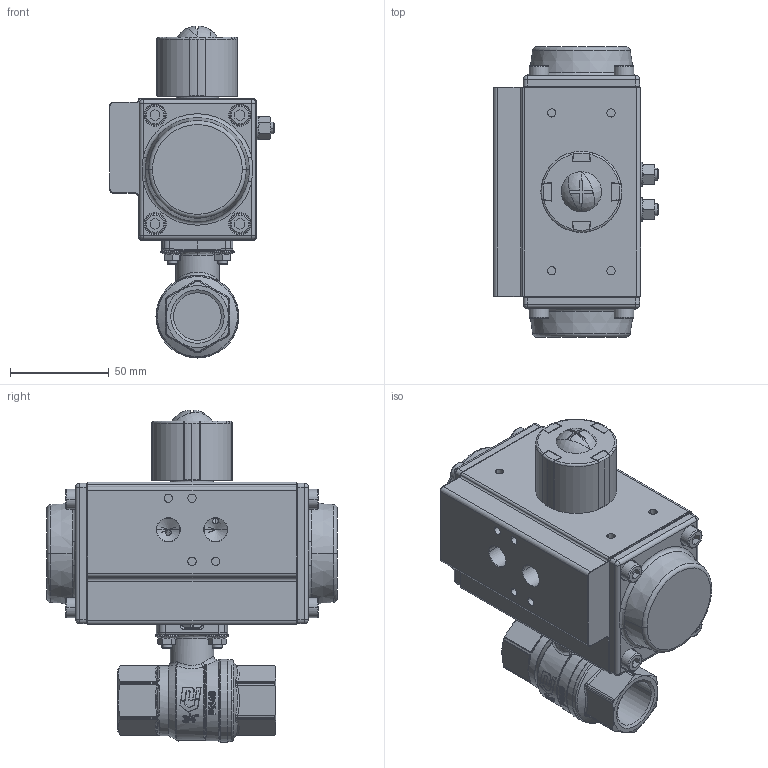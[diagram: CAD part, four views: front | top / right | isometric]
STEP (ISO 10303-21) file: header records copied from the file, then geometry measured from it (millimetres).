
FILE_DESCRIPTION(('HOOPS Exchange Step'),'2;1');
FILE_NAME('PK0101_DN20.stp','2025-03-25T09:04:54+01:00',('nieru'),('Unknown organisation'),'HOOPS Exchange 2024.2','HOOPS Exchange','Unknown authorisation');
FILE_SCHEMA( ('AP203_CONFIGURATION_CONTROLLED_3D_DESIGN_OF_MECHANICAL_PARTS_AND_ASSEMBLIES_MIM_LF') );
Length unit declared in the file: millimetre
Products named in the file (5): 0; root
Assembly tree (4 placements, depth 3):
  root
    0
      0
      0
      0
Bounding box: 83.5 x 147 x 168.15 mm (x, y, z)
Volume: 503851 mm3; surface area: 130571.2 mm2
Topology: 34 solids, 34 shells, 2570 faces, 6110 edges, 3630 vertices
Faces by surface type: bspline 1121, cylinder 552, plane 522, torus 224, cone 109, sphere 42
Full cylindrical faces by diameter (mm): 5 x9, 22 x1, 24.117 x1, 35.5 x1, 41 x1, 41.5 x1, 42 x1
Entity records: 157367 total; most frequent: CARTESIAN_POINT 104395, ORIENTED_EDGE 12108, DIRECTION 8869, EDGE_CURVE 6054, VERTEX_POINT 3632, AXIS2_PLACEMENT_3D 3568, EDGE_LOOP 2714, FACE_BOUND 2714
